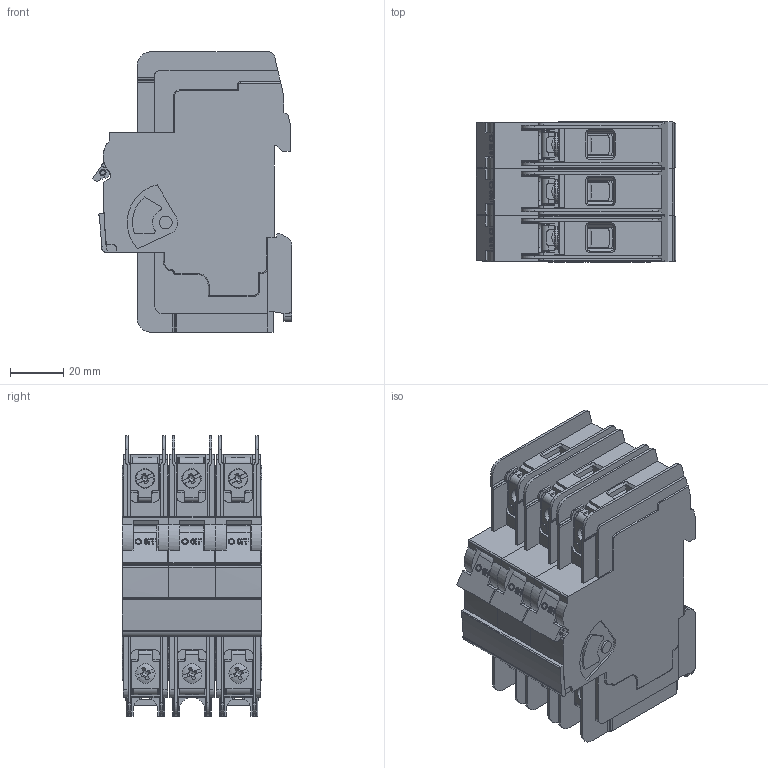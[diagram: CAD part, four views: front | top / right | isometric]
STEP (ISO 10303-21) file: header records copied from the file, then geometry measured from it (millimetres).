
FILE_DESCRIPTION(/* description */ (''),/* implementation_level */ '2;1');
FILE_NAME(/* name */ 'UL489_3polig.stp',/* time_stamp */ '2012-03-30T10:31:10+02:00',/* author */ (''),/* organization */ (''),/* preprocessor_version */ 'ST-DEVELOPER v11',/* originating_system */ 'SIEMENS PLM Software NX 7.5',/* authorisation */ '');
FILE_SCHEMA (('AUTOMOTIVE_DESIGN { 1 0 10303 214 1 1 1 1 }'));
Products named in the file (1): Sass12F9oovl
Bounding box: 74.89 x 52.5 x 105.3 mm (x, y, z)
Volume: 12.4 mm3; surface area: 64088.2 mm2
Topology: 12 solids, 13 shells, 3268 faces, 8610 edges, 5415 vertices
Faces by surface type: plane 2079, cylinder 702, cone 214, revolution 108, torus 87, bspline 48, sphere 18, extrusion 12
Full cylindrical faces by diameter (mm): 1.4 x2, 1.5 x12, 4.2 x6, 4.8 x2, 5.4 x6, 7.3 x9, 9 x3, 9.6 x6
Entity records: 104166 total; most frequent: CARTESIAN_POINT 24134, ORIENTED_EDGE 16806, DIRECTION 16261, EDGE_CURVE 8403, VECTOR 5761, LINE 5749, VERTEX_POINT 5340, AXIS2_PLACEMENT_3D 5196
